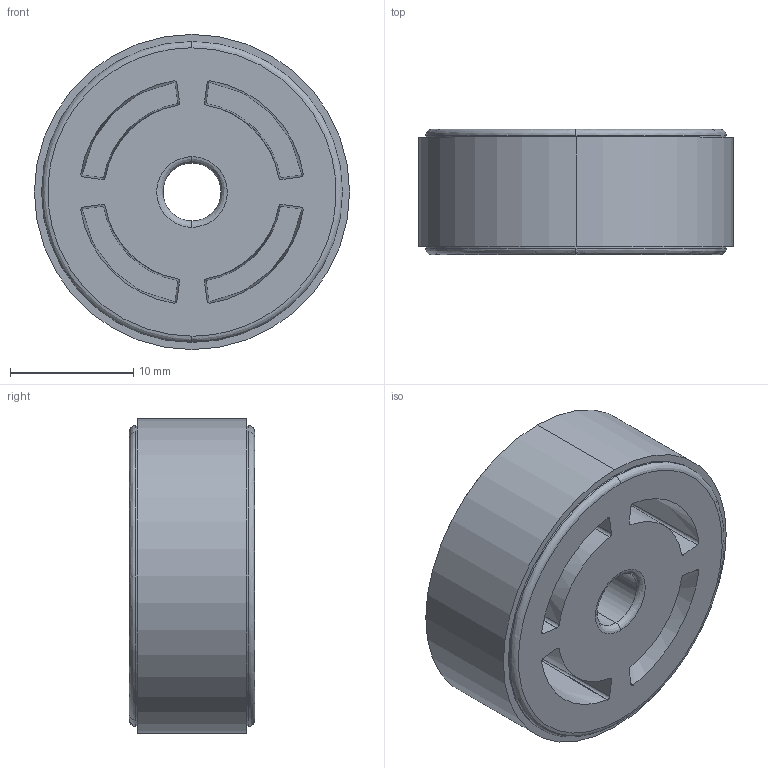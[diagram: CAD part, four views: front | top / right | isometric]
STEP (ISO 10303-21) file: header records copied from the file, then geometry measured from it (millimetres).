
FILE_DESCRIPTION (( 'STEP AP214' ), '1' );
FILE_NAME ('G16H_Step.STEP', '2020-07-30T18:01:14', ( '' ), ( '' ), 'SwSTEP 2.0', 'SolidWorks 2017', '' );
FILE_SCHEMA (( 'AUTOMOTIVE_DESIGN' ));
Length unit declared in the file: inch
Products named in the file (3): 5210M_HUB; G16H_Step; 5210M_MAG
Assembly tree (2 placements, depth 2):
  G16H_Step
    5210M_HUB
    5210M_MAG
Bounding box: 25.55 x 10.16 x 25.55 mm (x, y, z)
Volume: 4215.5 mm3; surface area: 4273.9 mm2
Topology: 2 solids, 2 shells, 258 faces, 672 edges, 446 vertices
Faces by surface type: plane 166, bspline 34, cylinder 30, cone 28
Entity records: 13448 total; most frequent: CARTESIAN_POINT 3729, ORIENTED_EDGE 1344, DIRECTION 1190, EDGE_CURVE 672, LINE 488, VECTOR 488, VERTEX_POINT 446, AXIS2_PLACEMENT_3D 351
